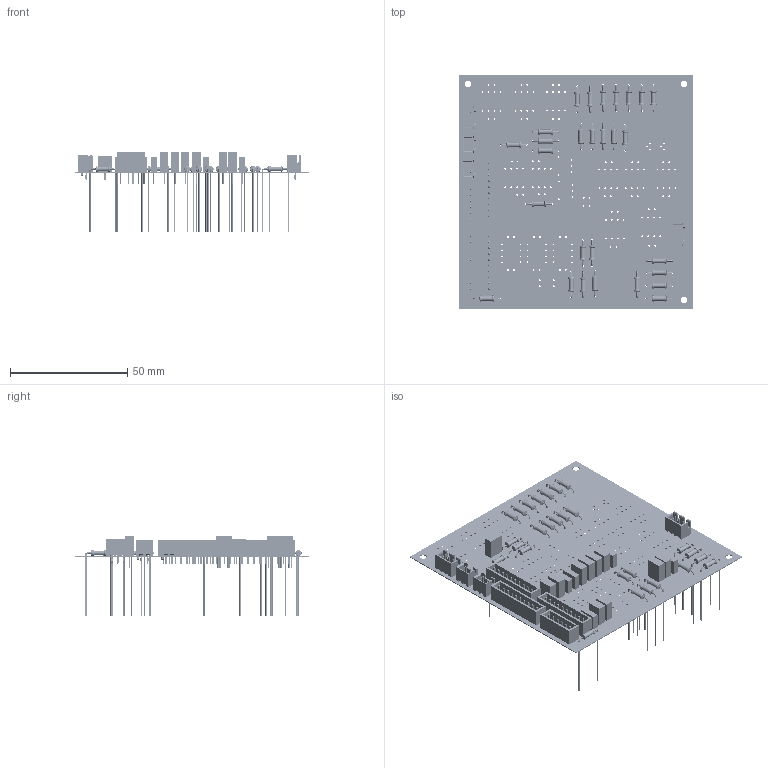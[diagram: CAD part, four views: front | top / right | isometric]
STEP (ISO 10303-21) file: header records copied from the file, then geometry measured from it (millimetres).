
FILE_DESCRIPTION(('Open CASCADE Model'),'2;1');
FILE_NAME('Open CASCADE Shape Model','2024-12-19T02:25:59',('Author'),( 'Open CASCADE'),'Open CASCADE STEP processor 7.5','Open CASCADE 7.5' ,'Unknown');
FILE_SCHEMA(('AUTOMOTIVE_DESIGN { 1 0 10303 214 1 1 1 1 }'));
Length unit declared in the file: millimetre
Products named in the file (82): PCB; Board; Open CASCADE STEP translator 7.5 1.1.1; R28; 7668123104; R27; R26; R25; R24; R23; 7668123504; R12; R22; R21; 7668123264; R20; R19; R18; R17; R16; 7668123824; R15; R14; R13; R11; R10; R9; R8; R7; R6; R5; R4; R3; R2; R1; J8; 7364874368; J7; 7364871488; J6 ...
Assembly tree (120 placements, depth 4):
  PCB
    Board
      Open CASCADE STEP translator 7.5 1.1.1
    R28
      7668123104
    R27
      7668123104
    R26
      7668123104
    R25
      7668123104
    R24
      7668123104
    R23
      7668123504
    R12
      7668123104
    R22
      7668123504
    R21
      7668123264
    R20
      7668123504
    R19
      7668123504
    R18
      7668123104
    R17
      7668123104
    R16
      7668123824
    R15
      7668123824
    R14
      7668123824
    R13
      7668123504
    R11
      7668123824
    R10
      7668123104
    R9
      7668123104
    R8
      7668123824
    R7
      7668123104
    R6
      7668123104
    R5
      7668123824
    R4
      7668123264
    R3
      7668123264
    R2
      7668123264
    R1
      7668123264
    J8
Bounding box: 100 x 100 x 34.12 mm (x, y, z)
Volume: 10890.5 mm3; surface area: 36420.2 mm2
Topology: 463 solids, 463 shells, 4103 faces, 8233 edges, 5078 vertices
Faces by surface type: plane 2148, cylinder 1279, torus 448, cone 224, bspline 4
Full cylindrical faces by diameter (mm): 0.5 x10, 0.55 x22, 0.7 x10, 0.73 x4, 0.75 x22, 0.78 x104, 0.79 x3, 0.8 x56, 0.81 x60, 0.812 x3, 0.82 x6, 0.9 x6, 1.05 x4, 1.1 x36, 1.3 x2, 3 x3
Entity records: 43685 total; most frequent: DIRECTION 7069, CARTESIAN_POINT 6588, ORIENTED_EDGE 6222, EDGE_CURVE 3111, AXIS2_PLACEMENT_3D 2519, LINE 2031, VECTOR 2031, FACE_BOUND 1985
